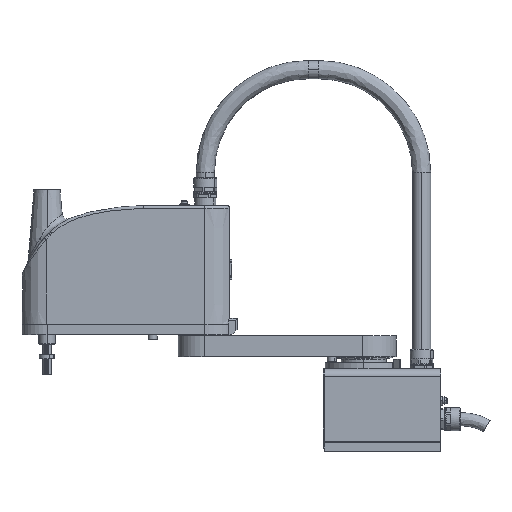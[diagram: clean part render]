
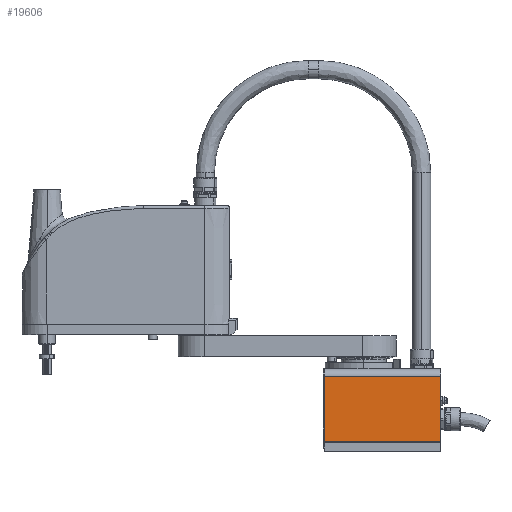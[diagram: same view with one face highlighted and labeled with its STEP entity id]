
A CAD part, top view. The second image highlights one B-rep face of the part: STEP entity #19606.
In plain terms, the highlighted planar face has unit normal (0, 0, 1).
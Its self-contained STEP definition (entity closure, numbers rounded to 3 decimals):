
#52 = ORIENTED_EDGE ( 'NONE', *, *, #41366, .T. ) ;
#287 = ORIENTED_EDGE ( 'NONE', *, *, #10363, .F. ) ;
#1888 = DIRECTION ( 'NONE',  ( 0., 0., -1. ) ) ;
#5285 = FACE_OUTER_BOUND ( 'NONE', #19617, .T. ) ;
#5443 = DIRECTION ( 'NONE',  ( 0., -1., 0. ) ) ;
#5516 = DIRECTION ( 'NONE',  ( 1., 0., 0. ) ) ;
#5969 = VERTEX_POINT ( 'NONE', #28518 ) ;
#6435 = EDGE_CURVE ( 'NONE', #5969, #48862, #28825, .T. ) ;
#6496 = ORIENTED_EDGE ( 'NONE', *, *, #6435, .F. ) ;
#7301 = DIRECTION ( 'NONE',  ( 1., 0., 0. ) ) ;
#8120 = EDGE_CURVE ( 'NONE', #15168, #48862, #15045, .T. ) ;
#9632 = CARTESIAN_POINT ( 'NONE',  ( 145., 13.5, 85. ) ) ;
#10363 = EDGE_CURVE ( 'NONE', #18636, #5969, #17486, .T. ) ;
#13154 = LINE ( 'NONE', #43701, #32461 ) ;
#14516 = VECTOR ( 'NONE', #5516, 1000. ) ;
#15045 = LINE ( 'NONE', #32691, #14516 ) ;
#15168 = VERTEX_POINT ( 'NONE', #39539 ) ;
#16164 = VECTOR ( 'NONE', #36624, 1000. ) ;
#17486 = LINE ( 'NONE', #30548, #22953 ) ;
#18636 = VERTEX_POINT ( 'NONE', #32969 ) ;
#19606 = ADVANCED_FACE ( 'NONE', ( #5285 ), #25007, .F. ) ;
#19617 = EDGE_LOOP ( 'NONE', ( #25228, #6496, #287, #52 ) ) ;
#20977 = DIRECTION ( 'NONE',  ( 0., 1., 0. ) ) ;
#22953 = VECTOR ( 'NONE', #7301, 1000. ) ;
#25007 = PLANE ( 'NONE',  #35512 ) ;
#25228 = ORIENTED_EDGE ( 'NONE', *, *, #8120, .T. ) ;
#28518 = CARTESIAN_POINT ( 'NONE',  ( 145., -1.5, 85. ) ) ;
#28825 = LINE ( 'NONE', #47939, #16164 ) ;
#30548 = CARTESIAN_POINT ( 'NONE',  ( 145., -1.5, 85. ) ) ;
#32461 = VECTOR ( 'NONE', #5443, 1000. ) ;
#32691 = CARTESIAN_POINT ( 'NONE',  ( -285.609, -124.5, 85. ) ) ;
#32969 = CARTESIAN_POINT ( 'NONE',  ( -75., -1.5, 85. ) ) ;
#35512 = AXIS2_PLACEMENT_3D ( 'NONE', #9632, #1888, #20977 ) ;
#36624 = DIRECTION ( 'NONE',  ( 0., -1., 0. ) ) ;
#39539 = CARTESIAN_POINT ( 'NONE',  ( -75., -124.5, 85. ) ) ;
#41366 = EDGE_CURVE ( 'NONE', #18636, #15168, #13154, .T. ) ;
#43701 = CARTESIAN_POINT ( 'NONE',  ( -75., -126.5, 85. ) ) ;
#47939 = CARTESIAN_POINT ( 'NONE',  ( 145., -126.5, 85. ) ) ;
#48862 = VERTEX_POINT ( 'NONE', #48863 ) ;
#48863 = CARTESIAN_POINT ( 'NONE',  ( 145., -124.5, 85. ) ) ;
